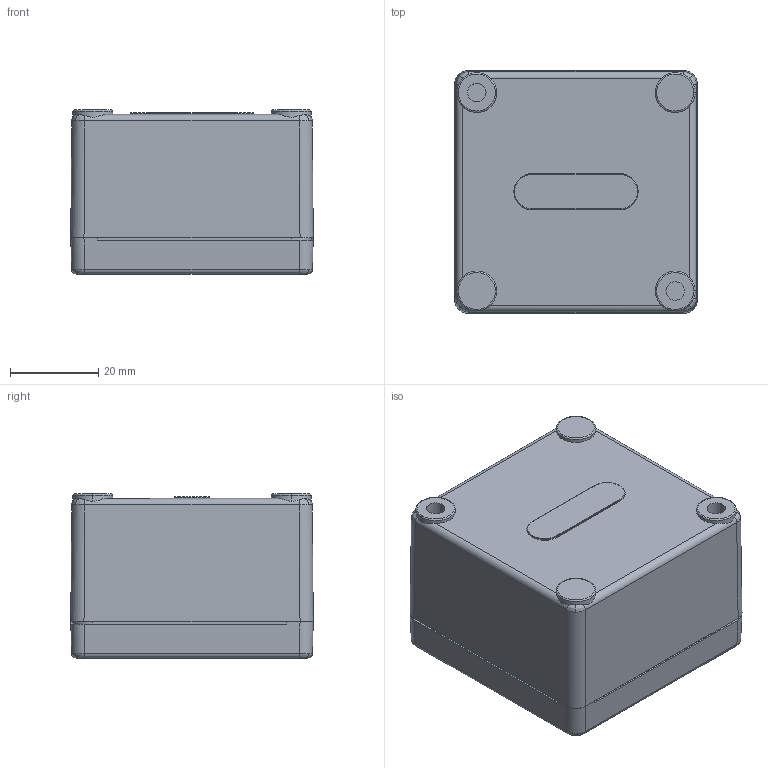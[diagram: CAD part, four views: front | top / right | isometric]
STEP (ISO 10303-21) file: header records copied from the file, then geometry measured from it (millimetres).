
FILE_DESCRIPTION (( 'STEP AP214' ), '1' );
FILE_NAME ('02060603.STEP', '2010-08-03T14:21:05', ( 'baramundi Management Suite Install User' ), ( 'ROSE Systemtechnik GmbH' ), 'SwSTEP 2.0', 'SolidWorks 2010', '' );
FILE_SCHEMA (( 'AUTOMOTIVE_DESIGN' ));
Length unit declared in the file: millimetre
Products named in the file (8): 21030-Unterteil; 93131; 86220; 23030-Deckel; 86223; 82060; 02060603
Assembly tree (10 placements, depth 3):
  02060603
    21030-Unterteil
      86220  x2
      86223  x2
      21030-Unterteil
    23030-Deckel
    93131  x2
    82060
Bounding box: 55 x 55 x 37.2 mm (x, y, z)
Volume: 59168.2 mm3; surface area: 33664.5 mm2
Topology: 9 solids, 9 shells, 485 faces, 1161 edges, 696 vertices
Faces by surface type: plane 162, cylinder 118, cone 95, torus 56, bspline 54
Entity records: 12737 total; most frequent: CARTESIAN_POINT 3886, ORIENTED_EDGE 1842, DIRECTION 1751, EDGE_CURVE 921, AXIS2_PLACEMENT_3D 685, VERTEX_POINT 556, EDGE_LOOP 417, FACE_OUTER_BOUND 391
